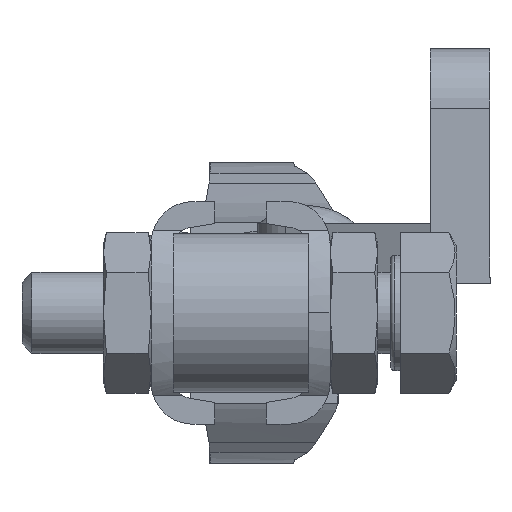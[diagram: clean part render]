
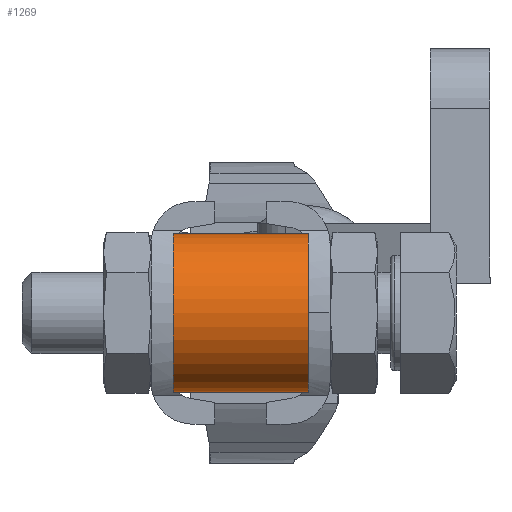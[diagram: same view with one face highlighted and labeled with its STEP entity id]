
A CAD part, left-side view. The second image highlights one B-rep face of the part: STEP entity #1269.
In plain terms, the highlighted cylindrical face has radius 4 mm (diameter 8 mm), a partial arc.
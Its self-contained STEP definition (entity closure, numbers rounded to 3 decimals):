
#634 = AXIS2_PLACEMENT_3D ( 'NONE', #2706, #3010, #8652 ) ;
#1262 = LINE ( 'NONE', #1318, #8628 ) ;
#1269 = ADVANCED_FACE ( 'NONE', ( #10909 ), #10617, .T. ) ;
#1318 = CARTESIAN_POINT ( 'NONE',  ( -16.7, -14.45, 2.5 ) ) ;
#1592 = EDGE_CURVE ( 'NONE', #7685, #3863, #6583, .T. ) ;
#2706 = CARTESIAN_POINT ( 'NONE',  ( -16.7, -14.45, -1.5 ) ) ;
#3010 = DIRECTION ( 'NONE',  ( 0., 1., 0. ) ) ;
#3189 = DIRECTION ( 'NONE',  ( 0., 1., 0. ) ) ;
#3525 = CARTESIAN_POINT ( 'NONE',  ( -16.7, 14.55, -1.5 ) ) ;
#3688 = VERTEX_POINT ( 'NONE', #5684 ) ;
#3863 = VERTEX_POINT ( 'NONE', #5045 ) ;
#3962 = DIRECTION ( 'NONE',  ( 0., -1., 0. ) ) ;
#4092 = CARTESIAN_POINT ( 'NONE',  ( -16.7, 7.75, 2.5 ) ) ;
#5045 = CARTESIAN_POINT ( 'NONE',  ( -16.7, 14.55, -5.5 ) ) ;
#5306 = CARTESIAN_POINT ( 'NONE',  ( -16.7, 14.55, 2.5 ) ) ;
#5488 = CARTESIAN_POINT ( 'NONE',  ( -16.7, 7.75, -1.5 ) ) ;
#5684 = CARTESIAN_POINT ( 'NONE',  ( -16.7, 7.75, -5.5 ) ) ;
#5982 = CARTESIAN_POINT ( 'NONE',  ( -16.7, -14.45, -5.5 ) ) ;
#6087 = VECTOR ( 'NONE', #3189, 1000. ) ;
#6410 = DIRECTION ( 'NONE',  ( -1., 0., 0. ) ) ;
#6503 = ORIENTED_EDGE ( 'NONE', *, *, #1592, .T. ) ;
#6583 = CIRCLE ( 'NONE', #8595, 4. ) ;
#6809 = EDGE_CURVE ( 'NONE', #3688, #7993, #9133, .T. ) ;
#7685 = VERTEX_POINT ( 'NONE', #5306 ) ;
#7993 = VERTEX_POINT ( 'NONE', #4092 ) ;
#7999 = EDGE_CURVE ( 'NONE', #3688, #3863, #11251, .T. ) ;
#8595 = AXIS2_PLACEMENT_3D ( 'NONE', #3525, #3962, #9019 ) ;
#8628 = VECTOR ( 'NONE', #10564, 1000. ) ;
#8652 = DIRECTION ( 'NONE',  ( 0., 0., 1. ) ) ;
#8930 = EDGE_CURVE ( 'NONE', #7993, #7685, #1262, .T. ) ;
#9019 = DIRECTION ( 'NONE',  ( 0., 0., -1. ) ) ;
#9045 = AXIS2_PLACEMENT_3D ( 'NONE', #5488, #11907, #6410 ) ;
#9133 = CIRCLE ( 'NONE', #9045, 4. ) ;
#9264 = ORIENTED_EDGE ( 'NONE', *, *, #8930, .T. ) ;
#10267 = ORIENTED_EDGE ( 'NONE', *, *, #7999, .F. ) ;
#10544 = EDGE_LOOP ( 'NONE', ( #6503, #10267, #11208, #9264 ) ) ;
#10564 = DIRECTION ( 'NONE',  ( 0., 1., 0. ) ) ;
#10617 = CYLINDRICAL_SURFACE ( 'NONE', #634, 4. ) ;
#10909 = FACE_OUTER_BOUND ( 'NONE', #10544, .T. ) ;
#11208 = ORIENTED_EDGE ( 'NONE', *, *, #6809, .T. ) ;
#11251 = LINE ( 'NONE', #5982, #6087 ) ;
#11907 = DIRECTION ( 'NONE',  ( 0., 1., 0. ) ) ;
